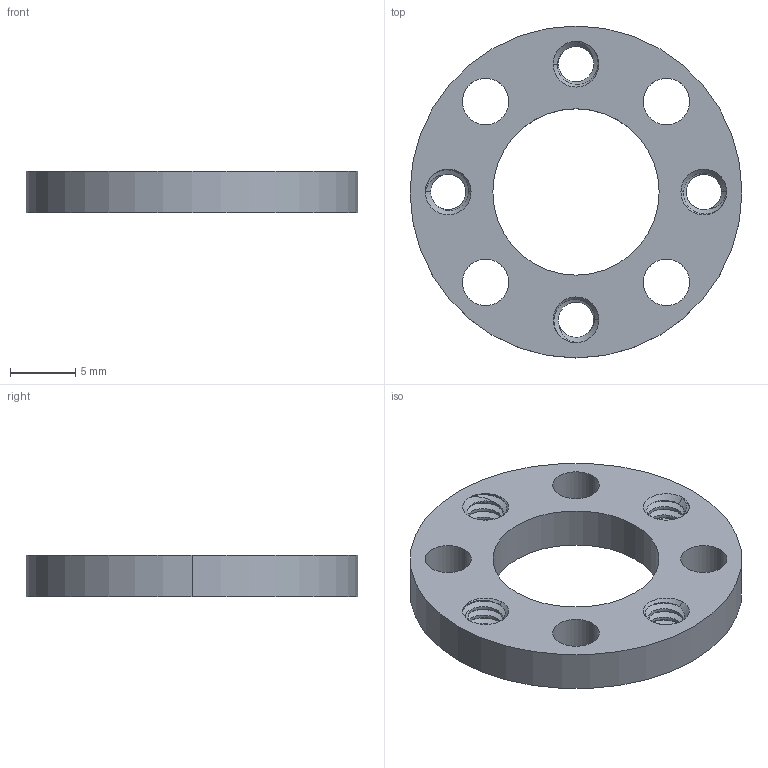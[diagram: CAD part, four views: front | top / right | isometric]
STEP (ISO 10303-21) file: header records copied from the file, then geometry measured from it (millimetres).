
FILE_DESCRIPTION (( 'STEP AP203' ), '1' );
FILE_NAME ('545372.STEP', '2017-06-30T18:34:40', ( '' ), ( '' ), 'SwSTEP 2.0', 'SolidWorks 2016', '' );
FILE_SCHEMA (( 'CONFIG_CONTROL_DESIGN' ));
Length unit declared in the file: inch
Products named in the file (1): 545372
Bounding box: 25.39 x 25.39 x 3.17 mm (x, y, z)
Volume: 981.9 mm3; surface area: 1318.5 mm2
Topology: 1 solids, 1 shells, 116 faces, 322 edges, 208 vertices
Faces by surface type: cylinder 82, cone 24, bspline 8, plane 2
Entity records: 8277 total; most frequent: CARTESIAN_POINT 5611, ORIENTED_EDGE 644, DIRECTION 452, EDGE_CURVE 322, VERTEX_POINT 208, AXIS2_PLACEMENT_3D 181, EDGE_LOOP 134, ADVANCED_FACE 116
